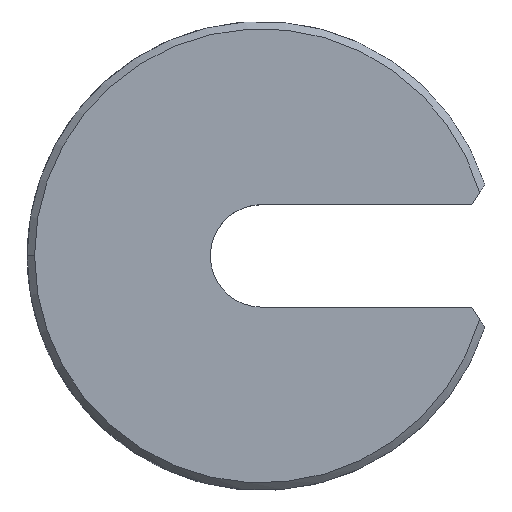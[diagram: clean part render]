
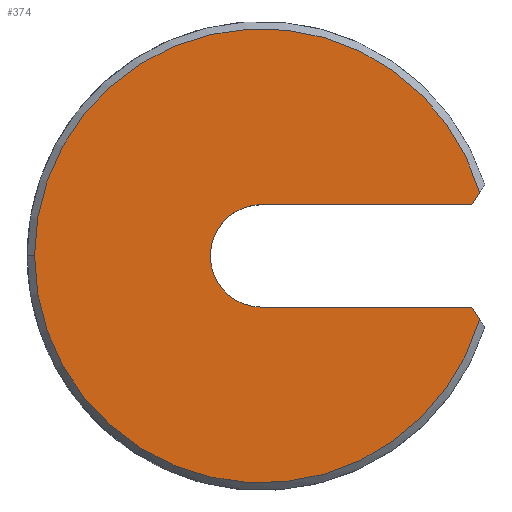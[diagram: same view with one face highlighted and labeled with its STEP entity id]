
A CAD part, top view. The second image highlights one B-rep face of the part: STEP entity #374.
In plain terms, the highlighted planar face has unit normal (0, 0, 1).
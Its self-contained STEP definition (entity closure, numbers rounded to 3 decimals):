
#3 = FACE_OUTER_BOUND ( 'NONE', #124, .T. ) ;
#11 = AXIS2_PLACEMENT_3D ( 'NONE', #220, #317, #285 ) ;
#12 = VECTOR ( 'NONE', #324, 1000. ) ;
#13 = AXIS2_PLACEMENT_3D ( 'NONE', #273, #322, #230 ) ;
#14 = VECTOR ( 'NONE', #321, 1000. ) ;
#18 = AXIS2_PLACEMENT_3D ( 'NONE', #323, #195, #239 ) ;
#24 = VECTOR ( 'NONE', #182, 1000. ) ;
#31 = AXIS2_PLACEMENT_3D ( 'NONE', #161, #314, #162 ) ;
#54 = VECTOR ( 'NONE', #278, 1000. ) ;
#78 = VERTEX_POINT ( 'NONE', #330 ) ;
#91 = VERTEX_POINT ( 'NONE', #231 ) ;
#96 = ORIENTED_EDGE ( 'NONE', *, *, #407, .T. ) ;
#99 = ORIENTED_EDGE ( 'NONE', *, *, #360, .T. ) ;
#100 = ORIENTED_EDGE ( 'NONE', *, *, #379, .F. ) ;
#108 = VERTEX_POINT ( 'NONE', #176 ) ;
#111 = VERTEX_POINT ( 'NONE', #197 ) ;
#120 = ORIENTED_EDGE ( 'NONE', *, *, #367, .T. ) ;
#121 = ORIENTED_EDGE ( 'NONE', *, *, #405, .F. ) ;
#124 = EDGE_LOOP ( 'NONE', ( #125, #99, #96, #120, #142, #100, #121 ) ) ;
#125 = ORIENTED_EDGE ( 'NONE', *, *, #366, .F. ) ;
#129 = VERTEX_POINT ( 'NONE', #296 ) ;
#133 = VERTEX_POINT ( 'NONE', #224 ) ;
#138 = VERTEX_POINT ( 'NONE', #190 ) ;
#142 = ORIENTED_EDGE ( 'NONE', *, *, #406, .T. ) ;
#161 = CARTESIAN_POINT ( 'NONE',  ( 0., 0., 0. ) ) ;
#162 = DIRECTION ( 'NONE',  ( 1., 0., 0. ) ) ;
#166 = LINE ( 'NONE', #326, #12 ) ;
#176 = CARTESIAN_POINT ( 'NONE',  ( 14.357, 3.5, 0. ) ) ;
#177 = CARTESIAN_POINT ( 'NONE',  ( 8.66, 5.488, 0. ) ) ;
#182 = DIRECTION ( 'NONE',  ( -1., 0., 0. ) ) ;
#184 = PLANE ( 'NONE',  #11 ) ;
#190 = CARTESIAN_POINT ( 'NONE',  ( 14.883, 4.33, 0. ) ) ;
#195 = DIRECTION ( 'NONE',  ( 0., 0., 1. ) ) ;
#197 = CARTESIAN_POINT ( 'NONE',  ( 0., -3.5, 0. ) ) ;
#220 = CARTESIAN_POINT ( 'NONE',  ( 0., 0., 0. ) ) ;
#223 = CARTESIAN_POINT ( 'NONE',  ( 8.66, -5.488, 0. ) ) ;
#224 = CARTESIAN_POINT ( 'NONE',  ( 0., 3.5, 0. ) ) ;
#230 = DIRECTION ( 'NONE',  ( 1., 0., 0. ) ) ;
#231 = CARTESIAN_POINT ( 'NONE',  ( 14.883, -4.33, 0. ) ) ;
#239 = DIRECTION ( 'NONE',  ( 1., 0., 0. ) ) ;
#240 = LINE ( 'NONE', #177, #14 ) ;
#258 = LINE ( 'NONE', #223, #54 ) ;
#273 = CARTESIAN_POINT ( 'NONE',  ( 0., 0., 0. ) ) ;
#278 = DIRECTION ( 'NONE',  ( 0.535, 0.845, 0. ) ) ;
#285 = DIRECTION ( 'NONE',  ( 1., 0., 0. ) ) ;
#296 = CARTESIAN_POINT ( 'NONE',  ( -15.5, 0., 0. ) ) ;
#299 = CARTESIAN_POINT ( 'NONE',  ( 0., 3.5, 0. ) ) ;
#314 = DIRECTION ( 'NONE',  ( 0., 0., 1. ) ) ;
#316 = LINE ( 'NONE', #299, #24 ) ;
#317 = DIRECTION ( 'NONE',  ( 0., 0., 1. ) ) ;
#321 = DIRECTION ( 'NONE',  ( -0.535, 0.845, 0. ) ) ;
#322 = DIRECTION ( 'NONE',  ( 0., 0., 1. ) ) ;
#323 = CARTESIAN_POINT ( 'NONE',  ( 0., 0., 0. ) ) ;
#324 = DIRECTION ( 'NONE',  ( 1., 0., 0. ) ) ;
#326 = CARTESIAN_POINT ( 'NONE',  ( 16., -3.5, 0. ) ) ;
#330 = CARTESIAN_POINT ( 'NONE',  ( 14.357, -3.5, 0. ) ) ;
#360 = EDGE_CURVE ( 'NONE', #108, #138, #258, .T. ) ;
#366 = EDGE_CURVE ( 'NONE', #108, #133, #316, .T. ) ;
#367 = EDGE_CURVE ( 'NONE', #129, #91, #376, .T. ) ;
#371 = CIRCLE ( 'NONE', #13, 3.5 ) ;
#374 = ADVANCED_FACE ( 'NONE', ( #3 ), #184, .T. ) ;
#376 = CIRCLE ( 'NONE', #18, 15.5 ) ;
#379 = EDGE_CURVE ( 'NONE', #111, #78, #166, .T. ) ;
#405 = EDGE_CURVE ( 'NONE', #133, #111, #371, .T. ) ;
#406 = EDGE_CURVE ( 'NONE', #91, #78, #240, .T. ) ;
#407 = EDGE_CURVE ( 'NONE', #138, #129, #408, .T. ) ;
#408 = CIRCLE ( 'NONE', #31, 15.5 ) ;
